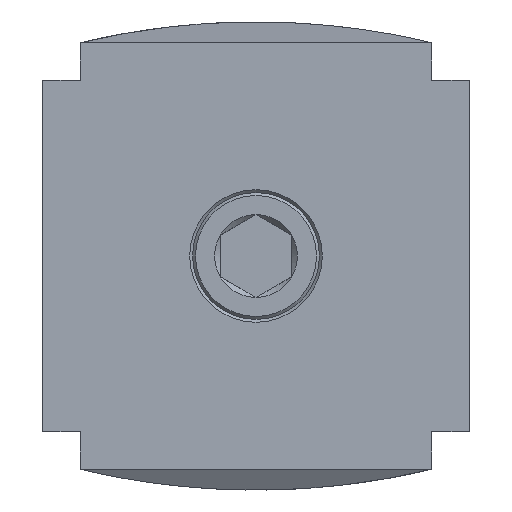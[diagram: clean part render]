
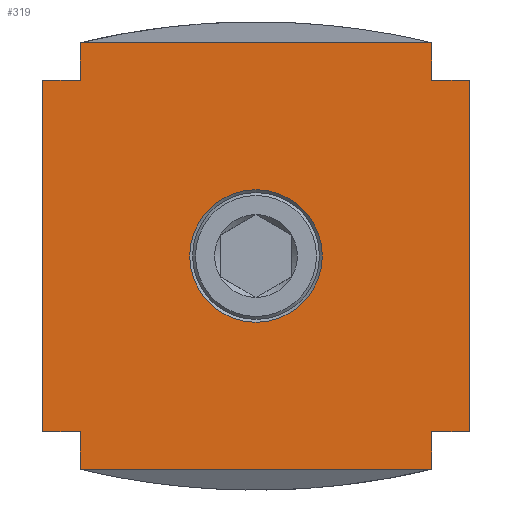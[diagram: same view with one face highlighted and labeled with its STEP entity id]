
A CAD part, front view. The second image highlights one B-rep face of the part: STEP entity #319.
In plain terms, the highlighted planar face has unit normal (0, -1, 0).
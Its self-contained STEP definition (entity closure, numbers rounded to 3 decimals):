
#319 = ADVANCED_FACE( '', ( #848, #849 ), #850, .F. );
#848 = FACE_BOUND( '', #1626, .T. );
#849 = FACE_OUTER_BOUND( '', #1627, .T. );
#850 = PLANE( '', #1628 );
#1626 = EDGE_LOOP( '', ( #2485 ) );
#1627 = EDGE_LOOP( '', ( #2486, #2487, #2488, #2489, #2490, #2491, #2492, #2493, #2494, #2495, #2496, #2497 ) );
#1628 = AXIS2_PLACEMENT_3D( '', #2498, #2499, #2500 );
#2485 = ORIENTED_EDGE( '', *, *, #4502, .F. );
#2486 = ORIENTED_EDGE( '', *, *, #4503, .F. );
#2487 = ORIENTED_EDGE( '', *, *, #4504, .F. );
#2488 = ORIENTED_EDGE( '', *, *, #4505, .F. );
#2489 = ORIENTED_EDGE( '', *, *, #4506, .T. );
#2490 = ORIENTED_EDGE( '', *, *, #4507, .F. );
#2491 = ORIENTED_EDGE( '', *, *, #4508, .T. );
#2492 = ORIENTED_EDGE( '', *, *, #4509, .F. );
#2493 = ORIENTED_EDGE( '', *, *, #4510, .T. );
#2494 = ORIENTED_EDGE( '', *, *, #4511, .T. );
#2495 = ORIENTED_EDGE( '', *, *, #4512, .F. );
#2496 = ORIENTED_EDGE( '', *, *, #4513, .F. );
#2497 = ORIENTED_EDGE( '', *, *, #4514, .T. );
#2498 = CARTESIAN_POINT( '', ( 0., -51., 103.36 ) );
#2499 = DIRECTION( '', ( 0., 1., 0. ) );
#2500 = DIRECTION( '', ( 0., 0., 1. ) );
#4502 = EDGE_CURVE( '', #5377, #5377, #5378, .T. );
#4503 = EDGE_CURVE( '', #5379, #5380, #5381, .T. );
#4504 = EDGE_CURVE( '', #5382, #5379, #5383, .T. );
#4505 = EDGE_CURVE( '', #5384, #5382, #5385, .T. );
#4506 = EDGE_CURVE( '', #5384, #5386, #5387, .T. );
#4507 = EDGE_CURVE( '', #5388, #5386, #5389, .T. );
#4508 = EDGE_CURVE( '', #5388, #5390, #5391, .T. );
#4509 = EDGE_CURVE( '', #5392, #5390, #5393, .T. );
#4510 = EDGE_CURVE( '', #5392, #5394, #5395, .T. );
#4511 = EDGE_CURVE( '', #5394, #5396, #5397, .T. );
#4512 = EDGE_CURVE( '', #5398, #5396, #5399, .T. );
#4513 = EDGE_CURVE( '', #5400, #5398, #5401, .T. );
#4514 = EDGE_CURVE( '', #5400, #5380, #5402, .T. );
#5377 = VERTEX_POINT( '', #6645 );
#5378 = CIRCLE( '', #6646, 13.221 );
#5379 = VERTEX_POINT( '', #6647 );
#5380 = VERTEX_POINT( '', #6648 );
#5381 = LINE( '', #6649, #6650 );
#5382 = VERTEX_POINT( '', #6651 );
#5383 = LINE( '', #6652, #6653 );
#5384 = VERTEX_POINT( '', #6654 );
#5385 = LINE( '', #6655, #6656 );
#5386 = VERTEX_POINT( '', #6657 );
#5387 = LINE( '', #6658, #6659 );
#5388 = VERTEX_POINT( '', #6660 );
#5389 = LINE( '', #6661, #6662 );
#5390 = VERTEX_POINT( '', #6663 );
#5391 = LINE( '', #6664, #6665 );
#5392 = VERTEX_POINT( '', #6666 );
#5393 = LINE( '', #6667, #6668 );
#5394 = VERTEX_POINT( '', #6669 );
#5395 = LINE( '', #6670, #6671 );
#5396 = VERTEX_POINT( '', #6672 );
#5397 = LINE( '', #6673, #6674 );
#5398 = VERTEX_POINT( '', #6675 );
#5399 = LINE( '', #6676, #6677 );
#5400 = VERTEX_POINT( '', #6678 );
#5401 = LINE( '', #6679, #6680 );
#5402 = LINE( '', #6681, #6682 );
#6645 = CARTESIAN_POINT( '', ( 0., -51., -13.221 ) );
#6646 = AXIS2_PLACEMENT_3D( '', #8218, #8219, #8220 );
#6647 = CARTESIAN_POINT( '', ( 35., -51., -35. ) );
#6648 = CARTESIAN_POINT( '', ( 35., -51., -42.5 ) );
#6649 = CARTESIAN_POINT( '', ( 35., -51., 42.5 ) );
#6650 = VECTOR( '', #8221, 1000. );
#6651 = CARTESIAN_POINT( '', ( 42.5, -51., -35. ) );
#6652 = CARTESIAN_POINT( '', ( 42.5, -51., -35. ) );
#6653 = VECTOR( '', #8222, 1000. );
#6654 = CARTESIAN_POINT( '', ( 42.5, -51., 35. ) );
#6655 = CARTESIAN_POINT( '', ( 42.5, -51., 35. ) );
#6656 = VECTOR( '', #8223, 1000. );
#6657 = CARTESIAN_POINT( '', ( 35., -51., 35. ) );
#6658 = CARTESIAN_POINT( '', ( 42.5, -51., 35. ) );
#6659 = VECTOR( '', #8224, 1000. );
#6660 = CARTESIAN_POINT( '', ( 35., -51., 42.5 ) );
#6661 = CARTESIAN_POINT( '', ( 35., -51., 42.5 ) );
#6662 = VECTOR( '', #8225, 1000. );
#6663 = CARTESIAN_POINT( '', ( -35., -51., 42.5 ) );
#6664 = CARTESIAN_POINT( '', ( 0., -51., 42.5 ) );
#6665 = VECTOR( '', #8226, 1000. );
#6666 = CARTESIAN_POINT( '', ( -35., -51., 35. ) );
#6667 = CARTESIAN_POINT( '', ( -35., -51., -42.5 ) );
#6668 = VECTOR( '', #8227, 1000. );
#6669 = CARTESIAN_POINT( '', ( -42.5, -51., 35. ) );
#6670 = CARTESIAN_POINT( '', ( 42.5, -51., 35. ) );
#6671 = VECTOR( '', #8228, 1000. );
#6672 = CARTESIAN_POINT( '', ( -42.5, -51., -35. ) );
#6673 = CARTESIAN_POINT( '', ( -42.5, -51., 35. ) );
#6674 = VECTOR( '', #8229, 1000. );
#6675 = CARTESIAN_POINT( '', ( -35., -51., -35. ) );
#6676 = CARTESIAN_POINT( '', ( 42.5, -51., -35. ) );
#6677 = VECTOR( '', #8230, 1000. );
#6678 = CARTESIAN_POINT( '', ( -35., -51., -42.5 ) );
#6679 = CARTESIAN_POINT( '', ( -35., -51., -42.5 ) );
#6680 = VECTOR( '', #8231, 1000. );
#6681 = CARTESIAN_POINT( '', ( 0., -51., -42.5 ) );
#6682 = VECTOR( '', #8232, 1000. );
#8218 = CARTESIAN_POINT( '', ( 0., -51., 0. ) );
#8219 = DIRECTION( '', ( 0., -1., 0. ) );
#8220 = DIRECTION( '', ( 0., 0., -1. ) );
#8221 = DIRECTION( '', ( 0., 0., -1. ) );
#8222 = DIRECTION( '', ( -1., 0., 0. ) );
#8223 = DIRECTION( '', ( 0., 0., -1. ) );
#8224 = DIRECTION( '', ( -1., 0., 0. ) );
#8225 = DIRECTION( '', ( 0., 0., -1. ) );
#8226 = DIRECTION( '', ( -1., 0., 0. ) );
#8227 = DIRECTION( '', ( 0., 0., 1. ) );
#8228 = DIRECTION( '', ( -1., 0., 0. ) );
#8229 = DIRECTION( '', ( 0., 0., -1. ) );
#8230 = DIRECTION( '', ( -1., 0., 0. ) );
#8231 = DIRECTION( '', ( 0., 0., 1. ) );
#8232 = DIRECTION( '', ( 1., 0., 0. ) );
